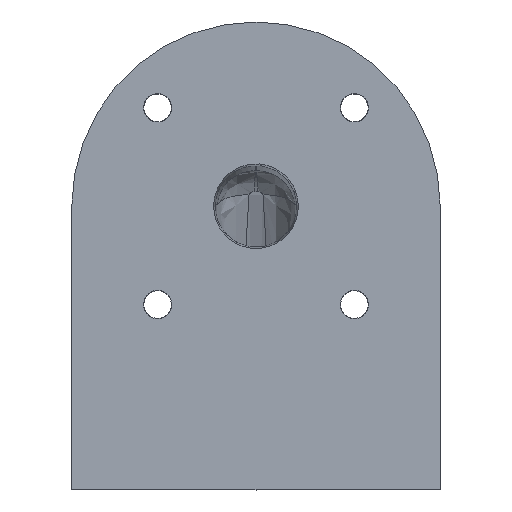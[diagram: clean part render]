
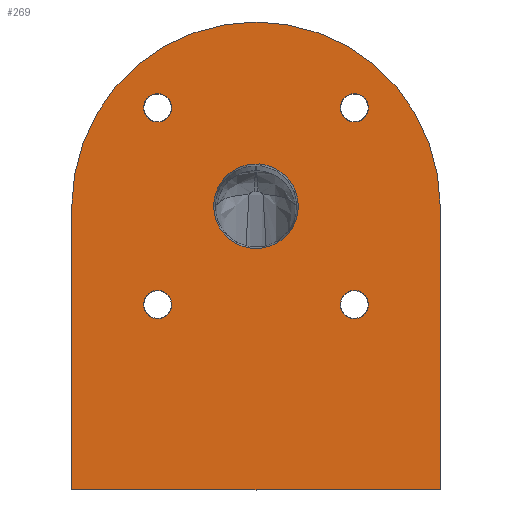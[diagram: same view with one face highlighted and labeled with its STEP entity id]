
A CAD part, top view. The second image highlights one B-rep face of the part: STEP entity #269.
In plain terms, the highlighted planar face has unit normal (0, 0, 1).
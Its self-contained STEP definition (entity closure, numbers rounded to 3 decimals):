
#269=ADVANCED_FACE('',(#528,#529,#530,#531,#532,#533),#364,.T.);
#364=PLANE('',#2259);
#471=CIRCLE('',#2199,35.75);
#484=CIRCLE('',#2254,2.746);
#485=CIRCLE('',#2255,2.746);
#486=CIRCLE('',#2256,2.746);
#487=CIRCLE('',#2257,2.746);
#488=CIRCLE('',#2258,8.214);
#528=FACE_BOUND('',#605,.T.);
#529=FACE_BOUND('',#606,.T.);
#530=FACE_BOUND('',#607,.T.);
#531=FACE_BOUND('',#608,.T.);
#532=FACE_BOUND('',#609,.T.);
#533=FACE_BOUND('',#610,.T.);
#605=EDGE_LOOP('',(#967,#968,#969,#970,#971,#972));
#606=EDGE_LOOP('',(#973));
#607=EDGE_LOOP('',(#974));
#608=EDGE_LOOP('',(#975));
#609=EDGE_LOOP('',(#976));
#610=EDGE_LOOP('',(#977));
#967=ORIENTED_EDGE('',*,*,#1704,.F.);
#968=ORIENTED_EDGE('',*,*,#1581,.F.);
#969=ORIENTED_EDGE('',*,*,#1705,.F.);
#970=ORIENTED_EDGE('',*,*,#1706,.F.);
#971=ORIENTED_EDGE('',*,*,#1596,.F.);
#972=ORIENTED_EDGE('',*,*,#1707,.F.);
#973=ORIENTED_EDGE('',*,*,#1708,.T.);
#974=ORIENTED_EDGE('',*,*,#1709,.T.);
#975=ORIENTED_EDGE('',*,*,#1710,.T.);
#976=ORIENTED_EDGE('',*,*,#1711,.T.);
#977=ORIENTED_EDGE('',*,*,#1712,.F.);
#1371=VERTEX_POINT('',#2974);
#1372=VERTEX_POINT('',#2976);
#1386=VERTEX_POINT('',#3038);
#1387=VERTEX_POINT('',#3039);
#1458=VERTEX_POINT('',#3609);
#1459=VERTEX_POINT('',#3611);
#1460=VERTEX_POINT('',#3615);
#1461=VERTEX_POINT('',#3617);
#1462=VERTEX_POINT('',#3619);
#1463=VERTEX_POINT('',#3621);
#1464=VERTEX_POINT('',#3623);
#1581=EDGE_CURVE('',#1371,#1372,#471,.T.);
#1596=EDGE_CURVE('',#1386,#1387,#1887,.T.);
#1704=EDGE_CURVE('',#1372,#1458,#1935,.T.);
#1705=EDGE_CURVE('',#1459,#1371,#1936,.T.);
#1706=EDGE_CURVE('',#1387,#1459,#1937,.T.);
#1707=EDGE_CURVE('',#1458,#1386,#1938,.T.);
#1708=EDGE_CURVE('',#1460,#1460,#484,.T.);
#1709=EDGE_CURVE('',#1461,#1461,#485,.T.);
#1710=EDGE_CURVE('',#1462,#1462,#486,.T.);
#1711=EDGE_CURVE('',#1463,#1463,#487,.T.);
#1712=EDGE_CURVE('',#1464,#1464,#488,.T.);
#1887=LINE('',#3037,#2064);
#1935=LINE('',#3608,#2112);
#1936=LINE('',#3610,#2113);
#1937=LINE('',#3612,#2114);
#1938=LINE('',#3613,#2115);
#2064=VECTOR('',#2437,1.);
#2112=VECTOR('',#2587,1.);
#2113=VECTOR('',#2588,1.);
#2114=VECTOR('',#2589,1.);
#2115=VECTOR('',#2590,1.);
#2199=AXIS2_PLACEMENT_3D('',#2975,#2423,#2424);
#2254=AXIS2_PLACEMENT_3D('',#3614,#2591,#2592);
#2255=AXIS2_PLACEMENT_3D('',#3616,#2593,#2594);
#2256=AXIS2_PLACEMENT_3D('',#3618,#2595,#2596);
#2257=AXIS2_PLACEMENT_3D('',#3620,#2597,#2598);
#2258=AXIS2_PLACEMENT_3D('',#3622,#2599,#2600);
#2259=AXIS2_PLACEMENT_3D('',#3624,#2601,#2602);
#2423=DIRECTION('',(0.,0.,-1.));
#2424=DIRECTION('',(1.,0.,0.));
#2437=DIRECTION('',(-1.,0.,0.));
#2587=DIRECTION('',(0.,-1.,0.));
#2588=DIRECTION('',(0.,1.,0.));
#2589=DIRECTION('',(0.,1.,0.));
#2590=DIRECTION('',(0.,-1.,0.));
#2591=DIRECTION('',(0.,0.,-1.));
#2592=DIRECTION('',(1.,0.,0.));
#2593=DIRECTION('',(0.,0.,-1.));
#2594=DIRECTION('',(1.,0.,0.));
#2595=DIRECTION('',(0.,0.,-1.));
#2596=DIRECTION('',(1.,0.,0.));
#2597=DIRECTION('',(0.,0.,-1.));
#2598=DIRECTION('',(1.,0.,0.));
#2599=DIRECTION('',(0.,0.,1.));
#2600=DIRECTION('',(1.,0.,0.));
#2601=DIRECTION('',(0.,0.,1.));
#2602=DIRECTION('',(0.,1.,0.));
#2974=CARTESIAN_POINT('',(-35.75,9.688,22.25));
#2975=CARTESIAN_POINT('',(0.,9.688,22.25));
#2976=CARTESIAN_POINT('',(35.75,9.688,22.25));
#3037=CARTESIAN_POINT('',(35.5,-45.312,22.25));
#3038=CARTESIAN_POINT('',(35.75,-45.312,22.25));
#3039=CARTESIAN_POINT('',(-35.75,-45.312,22.25));
#3608=CARTESIAN_POINT('',(35.75,9.688,22.25));
#3609=CARTESIAN_POINT('',(35.75,3.625,22.25));
#3610=CARTESIAN_POINT('',(-35.75,-17.647,22.25));
#3611=CARTESIAN_POINT('',(-35.75,3.625,22.25));
#3612=CARTESIAN_POINT('',(-35.75,-17.647,22.25));
#3613=CARTESIAN_POINT('',(35.75,-17.647,22.25));
#3614=CARTESIAN_POINT('',(-19.092,28.78,22.25));
#3615=CARTESIAN_POINT('',(-16.346,28.78,22.25));
#3616=CARTESIAN_POINT('',(19.092,28.78,22.25));
#3617=CARTESIAN_POINT('',(21.838,28.78,22.25));
#3618=CARTESIAN_POINT('',(19.092,-9.404,22.25));
#3619=CARTESIAN_POINT('',(21.838,-9.404,22.25));
#3620=CARTESIAN_POINT('',(-19.092,-9.404,22.25));
#3621=CARTESIAN_POINT('',(-16.346,-9.404,22.25));
#3622=CARTESIAN_POINT('',(0.,9.688,22.25));
#3623=CARTESIAN_POINT('',(8.214,9.688,22.25));
#3624=CARTESIAN_POINT('',(0.,9.688,22.25));
